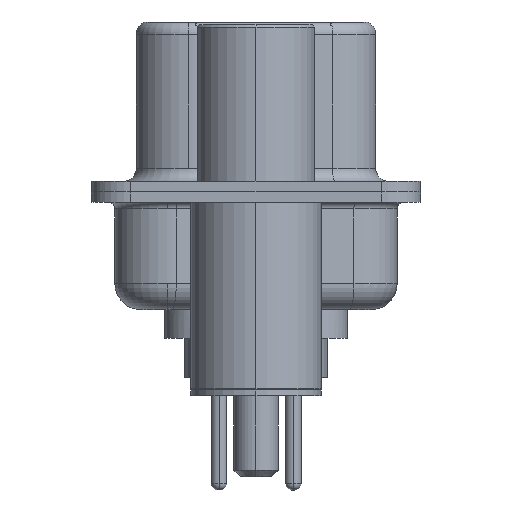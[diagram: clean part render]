
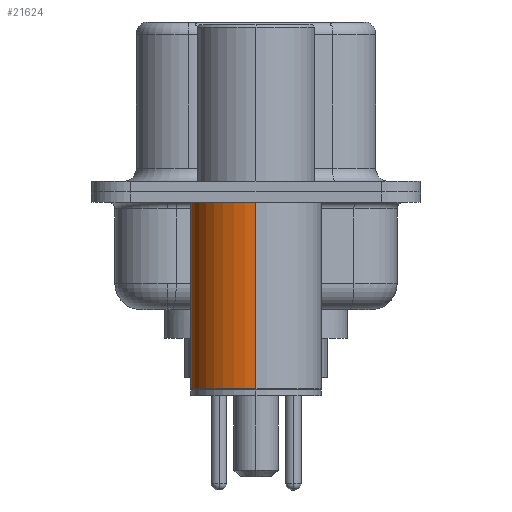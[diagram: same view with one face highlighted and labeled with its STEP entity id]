
A CAD part, left-side view. The second image highlights one B-rep face of the part: STEP entity #21624.
In plain terms, the highlighted cylindrical face has radius 2.5 mm (diameter 5 mm), a partial arc.
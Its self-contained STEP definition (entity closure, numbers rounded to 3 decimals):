
#502 = DIRECTION ( 'NONE',  ( 0., 0., 1. ) ) ;
#548 = LINE ( 'NONE', #7754, #4749 ) ;
#1194 = EDGE_CURVE ( 'NONE', #13457, #3423, #6015, .T. ) ;
#1930 = CARTESIAN_POINT ( 'NONE',  ( 2.5, 0., -0.4 ) ) ;
#2309 = CARTESIAN_POINT ( 'NONE',  ( -2.5, 0., -0.4 ) ) ;
#2969 = CYLINDRICAL_SURFACE ( 'NONE', #5245, 2.5 ) ;
#3027 = DIRECTION ( 'NONE',  ( 0., 0., 1. ) ) ;
#3423 = VERTEX_POINT ( 'NONE', #2309 ) ;
#4749 = VECTOR ( 'NONE', #15008, 1000. ) ;
#5156 = EDGE_LOOP ( 'NONE', ( #20420, #19009, #7199, #16601 ) ) ;
#5245 = AXIS2_PLACEMENT_3D ( 'NONE', #22862, #3027, #6711 ) ;
#6015 = CIRCLE ( 'NONE', #10766, 2.5 ) ;
#6118 = CIRCLE ( 'NONE', #20773, 2.5 ) ;
#6711 = DIRECTION ( 'NONE',  ( 1., 0., 0. ) ) ;
#6953 = CARTESIAN_POINT ( 'NONE',  ( 0., 0., -7.525 ) ) ;
#7199 = ORIENTED_EDGE ( 'NONE', *, *, #1194, .F. ) ;
#7754 = CARTESIAN_POINT ( 'NONE',  ( -2.5, 0., 0.581 ) ) ;
#7806 = VERTEX_POINT ( 'NONE', #9882 ) ;
#8765 = DIRECTION ( 'NONE',  ( 1., 0., 0. ) ) ;
#9666 = EDGE_CURVE ( 'NONE', #7806, #3423, #548, .T. ) ;
#9882 = CARTESIAN_POINT ( 'NONE',  ( -2.5, 0., -7.525 ) ) ;
#10472 = DIRECTION ( 'NONE',  ( 0., 0., 1. ) ) ;
#10766 = AXIS2_PLACEMENT_3D ( 'NONE', #20339, #10472, #19323 ) ;
#12070 = EDGE_CURVE ( 'NONE', #19584, #7806, #6118, .T. ) ;
#12581 = FACE_OUTER_BOUND ( 'NONE', #5156, .T. ) ;
#13457 = VERTEX_POINT ( 'NONE', #1930 ) ;
#15008 = DIRECTION ( 'NONE',  ( 0., 0., 1. ) ) ;
#16601 = ORIENTED_EDGE ( 'NONE', *, *, #19781, .F. ) ;
#18352 = VECTOR ( 'NONE', #502, 1000. ) ;
#19009 = ORIENTED_EDGE ( 'NONE', *, *, #9666, .T. ) ;
#19323 = DIRECTION ( 'NONE',  ( 1., 0., 0. ) ) ;
#19573 = DIRECTION ( 'NONE',  ( 0., 0., 1. ) ) ;
#19584 = VERTEX_POINT ( 'NONE', #19754 ) ;
#19754 = CARTESIAN_POINT ( 'NONE',  ( 2.5, 0., -7.525 ) ) ;
#19781 = EDGE_CURVE ( 'NONE', #19584, #13457, #23149, .T. ) ;
#20291 = CARTESIAN_POINT ( 'NONE',  ( 2.5, 0., 0.581 ) ) ;
#20339 = CARTESIAN_POINT ( 'NONE',  ( 0., 0., -0.4 ) ) ;
#20420 = ORIENTED_EDGE ( 'NONE', *, *, #12070, .T. ) ;
#20773 = AXIS2_PLACEMENT_3D ( 'NONE', #6953, #19573, #8765 ) ;
#21624 = ADVANCED_FACE ( 'NONE', ( #12581 ), #2969, .T. ) ;
#22862 = CARTESIAN_POINT ( 'NONE',  ( 0., 0., 0.581 ) ) ;
#23149 = LINE ( 'NONE', #20291, #18352 ) ;
